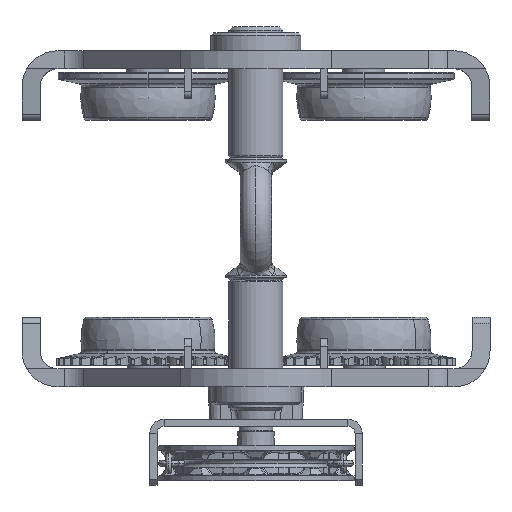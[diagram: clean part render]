
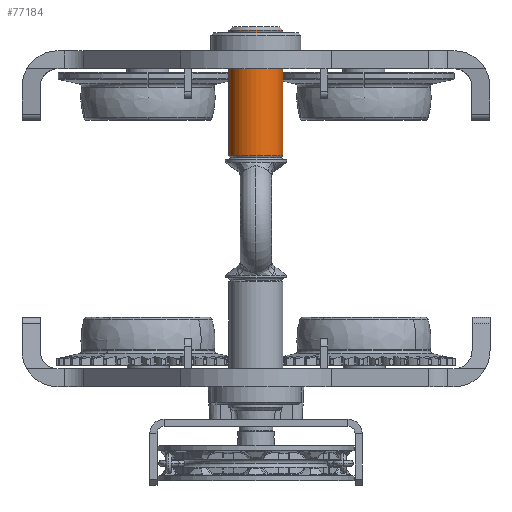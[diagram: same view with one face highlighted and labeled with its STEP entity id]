
A CAD part, front view. The second image highlights one B-rep face of the part: STEP entity #77184.
In plain terms, the highlighted cylindrical face has radius 22.5 mm (diameter 45 mm), a partial arc.
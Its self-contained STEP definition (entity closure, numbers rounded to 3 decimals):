
#26274 = DIRECTION ( 'NONE',  ( -1., 0., 0. ) ) ;
#26275 = DIRECTION ( 'NONE',  ( 0., 0., 1. ) ) ;
#26276 = CARTESIAN_POINT ( 'NONE',  ( 180., -186., 249.449 ) ) ;
#26277 = AXIS2_PLACEMENT_3D ( 'NONE', #26276, #26275, #26274 ) ;
#26278 = CYLINDRICAL_SURFACE ( 'NONE', #26277, 22.5 ) ;
#26279 = FACE_OUTER_BOUND ( 'NONE', #77187, .T. ) ;
#26313 = DIRECTION ( 'NONE',  ( 0., 0., 1. ) ) ;
#26314 = VECTOR ( 'NONE', #26313, 1000. ) ;
#26315 = CARTESIAN_POINT ( 'NONE',  ( 202.5, -186., 249.449 ) ) ;
#26316 = LINE ( 'NONE', #26315, #26314 ) ;
#26317 = CARTESIAN_POINT ( 'NONE',  ( 202.5, -186., 134.593 ) ) ;
#26318 = CARTESIAN_POINT ( 'NONE',  ( 157.5, -186., 134.593 ) ) ;
#26319 = DIRECTION ( 'NONE',  ( -1., 0., 0. ) ) ;
#26320 = DIRECTION ( 'NONE',  ( 0., 0., 1. ) ) ;
#26321 = CARTESIAN_POINT ( 'NONE',  ( 180., -186., 134.593 ) ) ;
#26322 = AXIS2_PLACEMENT_3D ( 'NONE', #26321, #26320, #26319 ) ;
#26323 = CIRCLE ( 'NONE', #26322, 22.5 ) ;
#26360 = DIRECTION ( 'NONE',  ( 0., 0., 1. ) ) ;
#26361 = VECTOR ( 'NONE', #26360, 1000. ) ;
#26362 = CARTESIAN_POINT ( 'NONE',  ( 157.5, -186., 249.449 ) ) ;
#26363 = LINE ( 'NONE', #26362, #26361 ) ;
#26369 = CARTESIAN_POINT ( 'NONE',  ( 157.5, -186., 239. ) ) ;
#26370 = DIRECTION ( 'NONE',  ( -1., 0., 0. ) ) ;
#26371 = DIRECTION ( 'NONE',  ( 0., 0., 1. ) ) ;
#26372 = CARTESIAN_POINT ( 'NONE',  ( 180., -186., 239. ) ) ;
#26373 = AXIS2_PLACEMENT_3D ( 'NONE', #26372, #26371, #26370 ) ;
#26374 = CIRCLE ( 'NONE', #26373, 22.5 ) ;
#26381 = CARTESIAN_POINT ( 'NONE',  ( 202.5, -186., 239. ) ) ;
#77184 = ADVANCED_FACE ( 'NONE', ( #26279 ), #26278, .T. ) ;
#77187 = EDGE_LOOP ( 'NONE', ( #77194, #77204, #77281, #77290 ) ) ;
#77194 = ORIENTED_EDGE ( 'NONE', *, *, #77196, .T. ) ;
#77196 = EDGE_CURVE ( 'NONE', #77197, #77200, #26323, .T. ) ;
#77197 = VERTEX_POINT ( 'NONE', #26318 ) ;
#77200 = VERTEX_POINT ( 'NONE', #26317 ) ;
#77204 = ORIENTED_EDGE ( 'NONE', *, *, #77206, .T. ) ;
#77206 = EDGE_CURVE ( 'NONE', #77200, #77276, #26316, .T. ) ;
#77276 = VERTEX_POINT ( 'NONE', #26381 ) ;
#77281 = ORIENTED_EDGE ( 'NONE', *, *, #77285, .F. ) ;
#77285 = EDGE_CURVE ( 'NONE', #77287, #77276, #26374, .T. ) ;
#77287 = VERTEX_POINT ( 'NONE', #26369 ) ;
#77290 = ORIENTED_EDGE ( 'NONE', *, *, #77294, .F. ) ;
#77294 = EDGE_CURVE ( 'NONE', #77197, #77287, #26363, .T. ) ;
